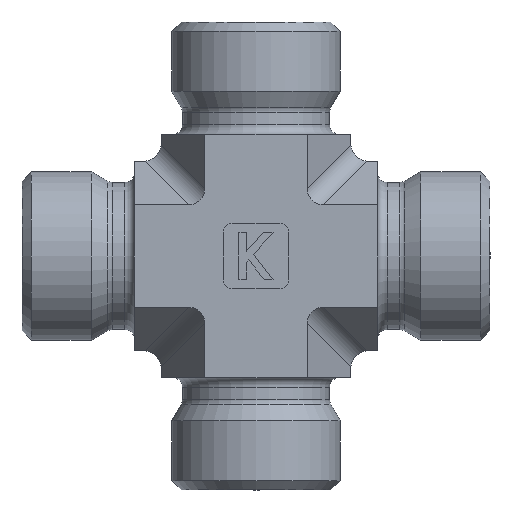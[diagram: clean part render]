
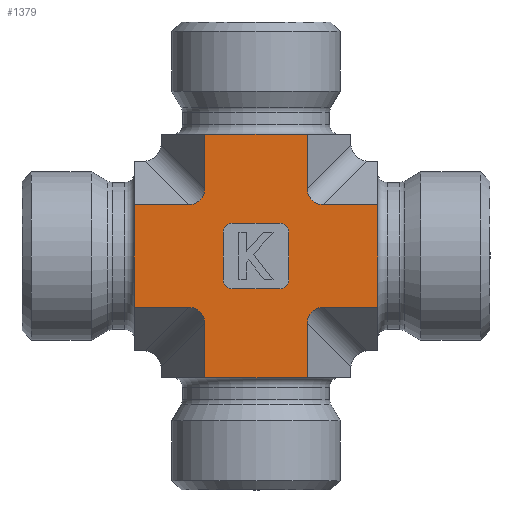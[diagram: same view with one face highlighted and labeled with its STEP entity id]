
A CAD part, left-side view. The second image highlights one B-rep face of the part: STEP entity #1379.
In plain terms, the highlighted planar face has unit normal (-1, 0, 0).
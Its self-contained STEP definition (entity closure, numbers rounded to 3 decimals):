
#782=CARTESIAN_POINT('',(-28.485,4.059,6.));
#783=VERTEX_POINT('',#782);
#790=CARTESIAN_POINT('',(-28.485,15.029,6.));
#791=VERTEX_POINT('',#790);
#792=CARTESIAN_POINT('',(-28.485,15.029,6.));
#793=DIRECTION('',(0.0,-1.0,0.0));
#794=VECTOR('',#793,10.97);
#795=LINE('',#792,#794);
#796=EDGE_CURVE('',#791,#783,#795,.T.);
#857=CARTESIAN_POINT('',(-28.485,22.544,13.515));
#858=VERTEX_POINT('',#857);
#865=CARTESIAN_POINT('',(-28.485,22.544,24.485));
#866=VERTEX_POINT('',#865);
#867=CARTESIAN_POINT('',(-28.485,22.544,24.485));
#868=DIRECTION('',(0.0,0.0,-1.0));
#869=VECTOR('',#868,10.97);
#870=LINE('',#867,#869);
#871=EDGE_CURVE('',#866,#858,#870,.T.);
#932=CARTESIAN_POINT('',(-28.485,15.029,32.));
#933=VERTEX_POINT('',#932);
#940=CARTESIAN_POINT('',(-28.485,4.059,32.));
#941=VERTEX_POINT('',#940);
#942=CARTESIAN_POINT('',(-28.485,4.059,32.));
#943=DIRECTION('',(0.0,1.0,0.0));
#944=VECTOR('',#943,10.97);
#945=LINE('',#942,#944);
#946=EDGE_CURVE('',#941,#933,#945,.T.);
#990=CARTESIAN_POINT('',(-28.485,15.029,11.783));
#991=VERTEX_POINT('',#990);
#992=CARTESIAN_POINT('',(-28.485,15.029,6.));
#993=DIRECTION('',(0.0,0.0,1.0));
#994=VECTOR('',#993,5.783);
#995=LINE('',#992,#994);
#996=EDGE_CURVE('',#791,#991,#995,.T.);
#1047=CARTESIAN_POINT('',(-28.485,4.059,11.783));
#1048=VERTEX_POINT('',#1047);
#1055=CARTESIAN_POINT('',(-28.485,4.059,6.));
#1056=DIRECTION('',(0.0,0.0,1.0));
#1057=VECTOR('',#1056,5.783);
#1058=LINE('',#1055,#1057);
#1059=EDGE_CURVE('',#783,#1048,#1058,.T.);
#1094=CARTESIAN_POINT('',(-28.485,16.761,24.485));
#1095=VERTEX_POINT('',#1094);
#1096=CARTESIAN_POINT('',(-28.485,22.544,24.485));
#1097=DIRECTION('',(0.0,-1.0,0.0));
#1098=VECTOR('',#1097,5.783);
#1099=LINE('',#1096,#1098);
#1100=EDGE_CURVE('',#866,#1095,#1099,.T.);
#1151=CARTESIAN_POINT('',(-28.485,16.761,13.515));
#1152=VERTEX_POINT('',#1151);
#1159=CARTESIAN_POINT('',(-28.485,16.761,13.515));
#1160=DIRECTION('',(0.0,1.0,0.0));
#1161=VECTOR('',#1160,5.783);
#1162=LINE('',#1159,#1161);
#1163=EDGE_CURVE('',#1152,#858,#1162,.T.);
#1198=CARTESIAN_POINT('',(-28.485,4.059,26.217));
#1199=VERTEX_POINT('',#1198);
#1200=CARTESIAN_POINT('',(-28.485,4.059,32.));
#1201=DIRECTION('',(0.0,0.0,-1.0));
#1202=VECTOR('',#1201,5.783);
#1203=LINE('',#1200,#1202);
#1204=EDGE_CURVE('',#941,#1199,#1203,.T.);
#1232=CARTESIAN_POINT('',(-28.485,4.059,0.0));
#1233=DIRECTION('',(-1.0,0.0,0.0));
#1234=DIRECTION('',(0.0,0.0,1.0));
#1235=AXIS2_PLACEMENT_3D('',#1232,#1233,#1234);
#1236=PLANE('',#1235);
#1237=ORIENTED_EDGE('',*,*,#796,.T.);
#1238=ORIENTED_EDGE('',*,*,#1059,.T.);
#1239=CARTESIAN_POINT('',(-28.485,2.327,13.515));
#1240=VERTEX_POINT('',#1239);
#1241=CARTESIAN_POINT('',(-28.485,1.75,11.206));
#1242=DIRECTION('',(-1.0,0.0,0.0));
#1243=DIRECTION('',(0.0,0.707,0.707));
#1244=AXIS2_PLACEMENT_3D('',#1241,#1242,#1243);
#1245=ELLIPSE('',#1244,2.582,2.0);
#1246=EDGE_CURVE('',#1240,#1048,#1245,.T.);
#1247=ORIENTED_EDGE('',*,*,#1246,.F.);
#1248=CARTESIAN_POINT('',(-28.485,-3.456,13.515));
#1249=VERTEX_POINT('',#1248);
#1250=CARTESIAN_POINT('',(-28.485,-3.456,13.515));
#1251=DIRECTION('',(0.0,1.0,0.0));
#1252=VECTOR('',#1251,5.783);
#1253=LINE('',#1250,#1252);
#1254=EDGE_CURVE('',#1249,#1240,#1253,.T.);
#1255=ORIENTED_EDGE('',*,*,#1254,.F.);
#1256=CARTESIAN_POINT('',(-28.485,-3.456,24.485));
#1257=VERTEX_POINT('',#1256);
#1258=CARTESIAN_POINT('',(-28.485,-3.456,13.515));
#1259=DIRECTION('',(0.0,0.0,1.0));
#1260=VECTOR('',#1259,10.97);
#1261=LINE('',#1258,#1260);
#1262=EDGE_CURVE('',#1249,#1257,#1261,.T.);
#1263=ORIENTED_EDGE('',*,*,#1262,.T.);
#1264=CARTESIAN_POINT('',(-28.485,2.327,24.485));
#1265=VERTEX_POINT('',#1264);
#1266=CARTESIAN_POINT('',(-28.485,-3.456,24.485));
#1267=DIRECTION('',(0.0,1.0,0.0));
#1268=VECTOR('',#1267,5.783);
#1269=LINE('',#1266,#1268);
#1270=EDGE_CURVE('',#1257,#1265,#1269,.T.);
#1271=ORIENTED_EDGE('',*,*,#1270,.T.);
#1272=CARTESIAN_POINT('',(-28.485,1.75,26.794));
#1273=DIRECTION('',(-1.0,0.0,0.0));
#1274=DIRECTION('',(0.0,0.707,-0.707));
#1275=AXIS2_PLACEMENT_3D('',#1272,#1273,#1274);
#1276=ELLIPSE('',#1275,2.582,2.0);
#1277=EDGE_CURVE('',#1199,#1265,#1276,.T.);
#1278=ORIENTED_EDGE('',*,*,#1277,.F.);
#1279=ORIENTED_EDGE('',*,*,#1204,.F.);
#1280=ORIENTED_EDGE('',*,*,#946,.T.);
#1281=CARTESIAN_POINT('',(-28.485,15.029,26.217));
#1282=VERTEX_POINT('',#1281);
#1283=CARTESIAN_POINT('',(-28.485,15.029,32.));
#1284=DIRECTION('',(0.0,0.0,-1.0));
#1285=VECTOR('',#1284,5.783);
#1286=LINE('',#1283,#1285);
#1287=EDGE_CURVE('',#933,#1282,#1286,.T.);
#1288=ORIENTED_EDGE('',*,*,#1287,.T.);
#1289=CARTESIAN_POINT('',(-28.485,17.338,26.794));
#1290=DIRECTION('',(-1.0,0.0,0.0));
#1291=DIRECTION('',(0.0,-0.707,-0.707));
#1292=AXIS2_PLACEMENT_3D('',#1289,#1290,#1291);
#1293=ELLIPSE('',#1292,2.582,2.0);
#1294=EDGE_CURVE('',#1095,#1282,#1293,.T.);
#1295=ORIENTED_EDGE('',*,*,#1294,.F.);
#1296=ORIENTED_EDGE('',*,*,#1100,.F.);
#1297=ORIENTED_EDGE('',*,*,#871,.T.);
#1298=ORIENTED_EDGE('',*,*,#1163,.F.);
#1299=CARTESIAN_POINT('',(-28.485,17.338,11.206));
#1300=DIRECTION('',(-1.0,0.0,0.0));
#1301=DIRECTION('',(0.0,-0.707,0.707));
#1302=AXIS2_PLACEMENT_3D('',#1299,#1300,#1301);
#1303=ELLIPSE('',#1302,2.582,2.0);
#1304=EDGE_CURVE('',#991,#1152,#1303,.T.);
#1305=ORIENTED_EDGE('',*,*,#1304,.F.);
#1306=ORIENTED_EDGE('',*,*,#996,.F.);
#1307=EDGE_LOOP('',(#1237,#1238,#1247,#1255,#1263,#1271,#1278,#1279,#1280,#1288,#1295,#1296,#1297,#1298,#1305,#1306));
#1308=FACE_OUTER_BOUND('',#1307,.T.);
#1309=CARTESIAN_POINT('',(-28.485,12.044,22.5));
#1310=VERTEX_POINT('',#1309);
#1311=CARTESIAN_POINT('',(-28.485,7.044,22.5));
#1312=VERTEX_POINT('',#1311);
#1313=CARTESIAN_POINT('',(-28.485,12.044,22.5));
#1314=DIRECTION('',(0.0,-1.0,0.0));
#1315=VECTOR('',#1314,5.);
#1316=LINE('',#1313,#1315);
#1317=EDGE_CURVE('',#1310,#1312,#1316,.T.);
#1318=ORIENTED_EDGE('',*,*,#1317,.T.);
#1319=CARTESIAN_POINT('',(-28.485,6.044,21.5));
#1320=VERTEX_POINT('',#1319);
#1321=CARTESIAN_POINT('',(-28.485,7.044,21.5));
#1322=DIRECTION('',(-1.0,0.0,0.0));
#1323=DIRECTION('',(0.0,-0.707,0.707));
#1324=AXIS2_PLACEMENT_3D('',#1321,#1322,#1323);
#1325=CIRCLE('',#1324,1.0);
#1326=EDGE_CURVE('',#1320,#1312,#1325,.T.);
#1327=ORIENTED_EDGE('',*,*,#1326,.F.);
#1328=CARTESIAN_POINT('',(-28.485,6.044,16.5));
#1329=VERTEX_POINT('',#1328);
#1330=CARTESIAN_POINT('',(-28.485,6.044,21.5));
#1331=DIRECTION('',(0.0,0.0,-1.0));
#1332=VECTOR('',#1331,5.);
#1333=LINE('',#1330,#1332);
#1334=EDGE_CURVE('',#1320,#1329,#1333,.T.);
#1335=ORIENTED_EDGE('',*,*,#1334,.T.);
#1336=CARTESIAN_POINT('',(-28.485,7.044,15.5));
#1337=VERTEX_POINT('',#1336);
#1338=CARTESIAN_POINT('',(-28.485,7.044,16.5));
#1339=DIRECTION('',(-1.0,0.0,0.0));
#1340=DIRECTION('',(0.0,-0.707,-0.707));
#1341=AXIS2_PLACEMENT_3D('',#1338,#1339,#1340);
#1342=CIRCLE('',#1341,1.0);
#1343=EDGE_CURVE('',#1337,#1329,#1342,.T.);
#1344=ORIENTED_EDGE('',*,*,#1343,.F.);
#1345=CARTESIAN_POINT('',(-28.485,12.044,15.5));
#1346=VERTEX_POINT('',#1345);
#1347=CARTESIAN_POINT('',(-28.485,7.044,15.5));
#1348=DIRECTION('',(0.0,1.0,0.0));
#1349=VECTOR('',#1348,5.0);
#1350=LINE('',#1347,#1349);
#1351=EDGE_CURVE('',#1337,#1346,#1350,.T.);
#1352=ORIENTED_EDGE('',*,*,#1351,.T.);
#1353=CARTESIAN_POINT('',(-28.485,13.044,16.5));
#1354=VERTEX_POINT('',#1353);
#1355=CARTESIAN_POINT('',(-28.485,12.044,16.5));
#1356=DIRECTION('',(-1.0,0.0,0.0));
#1357=DIRECTION('',(0.0,0.707,-0.707));
#1358=AXIS2_PLACEMENT_3D('',#1355,#1356,#1357);
#1359=CIRCLE('',#1358,1.0);
#1360=EDGE_CURVE('',#1354,#1346,#1359,.T.);
#1361=ORIENTED_EDGE('',*,*,#1360,.F.);
#1362=CARTESIAN_POINT('',(-28.485,13.044,21.5));
#1363=VERTEX_POINT('',#1362);
#1364=CARTESIAN_POINT('',(-28.485,13.044,16.5));
#1365=DIRECTION('',(0.0,0.0,1.0));
#1366=VECTOR('',#1365,5.);
#1367=LINE('',#1364,#1366);
#1368=EDGE_CURVE('',#1354,#1363,#1367,.T.);
#1369=ORIENTED_EDGE('',*,*,#1368,.T.);
#1370=CARTESIAN_POINT('',(-28.485,12.044,21.5));
#1371=DIRECTION('',(-1.0,0.0,0.0));
#1372=DIRECTION('',(0.0,0.707,0.707));
#1373=AXIS2_PLACEMENT_3D('',#1370,#1371,#1372);
#1374=CIRCLE('',#1373,1.0);
#1375=EDGE_CURVE('',#1310,#1363,#1374,.T.);
#1376=ORIENTED_EDGE('',*,*,#1375,.F.);
#1377=EDGE_LOOP('',(#1318,#1327,#1335,#1344,#1352,#1361,#1369,#1376));
#1378=FACE_BOUND('',#1377,.T.);
#1379=ADVANCED_FACE('',(#1308,#1378),#1236,.T.);
